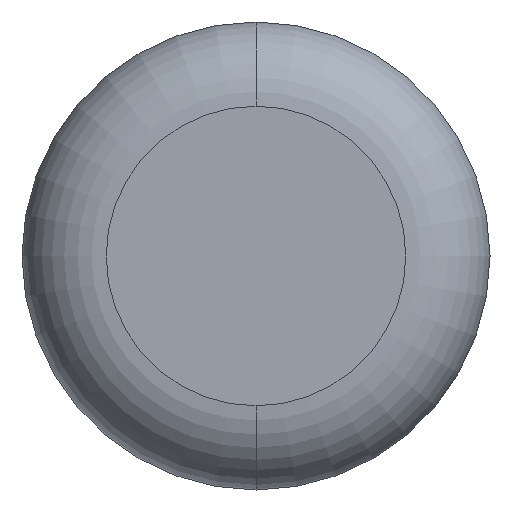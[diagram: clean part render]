
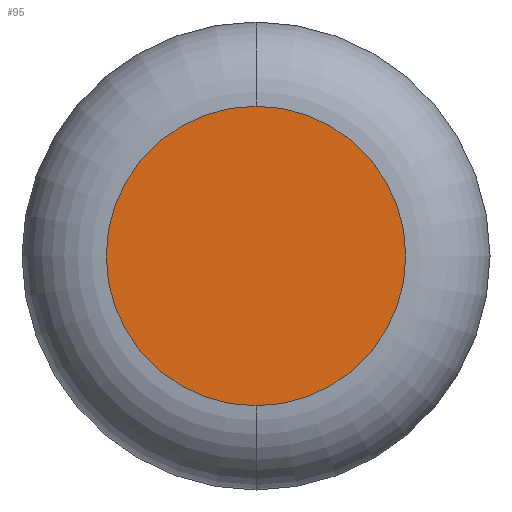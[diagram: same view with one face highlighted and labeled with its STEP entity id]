
A CAD part, front view. The second image highlights one B-rep face of the part: STEP entity #95.
In plain terms, the highlighted planar face has unit normal (0, -1, 0).
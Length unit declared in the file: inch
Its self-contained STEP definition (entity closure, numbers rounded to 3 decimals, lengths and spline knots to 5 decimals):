
#37 = DIRECTION ( 'NONE',  ( 0., -1., 0. ) ) ;
#41 = CIRCLE ( 'NONE', #139, 0.16 ) ;
#44 = CARTESIAN_POINT ( 'NONE',  ( 0., 0., 0.16 ) ) ;
#54 = CARTESIAN_POINT ( 'NONE',  ( 0., 0., 0. ) ) ;
#84 = PLANE ( 'NONE',  #123 ) ;
#88 = DIRECTION ( 'NONE',  ( 0., 0., -1. ) ) ;
#95 = ADVANCED_FACE ( 'NONE', ( #239 ), #84, .T. ) ;
#98 = ORIENTED_EDGE ( 'NONE', *, *, #155, .T. ) ;
#123 = AXIS2_PLACEMENT_3D ( 'NONE', #159, #192, #332 ) ;
#139 = AXIS2_PLACEMENT_3D ( 'NONE', #54, #241, #88 ) ;
#155 = EDGE_CURVE ( 'NONE', #286, #318, #41, .T. ) ;
#159 = CARTESIAN_POINT ( 'NONE',  ( 0., 0., 0. ) ) ;
#186 = AXIS2_PLACEMENT_3D ( 'NONE', #203, #37, #264 ) ;
#192 = DIRECTION ( 'NONE',  ( 0., -1., 0. ) ) ;
#203 = CARTESIAN_POINT ( 'NONE',  ( 0., 0., 0. ) ) ;
#234 = EDGE_LOOP ( 'NONE', ( #98, #380 ) ) ;
#239 = FACE_OUTER_BOUND ( 'NONE', #234, .T. ) ;
#241 = DIRECTION ( 'NONE',  ( 0., -1., 0. ) ) ;
#248 = CIRCLE ( 'NONE', #186, 0.16 ) ;
#264 = DIRECTION ( 'NONE',  ( 0., 0., -1. ) ) ;
#286 = VERTEX_POINT ( 'NONE', #333 ) ;
#318 = VERTEX_POINT ( 'NONE', #44 ) ;
#332 = DIRECTION ( 'NONE',  ( 0., 0., -1. ) ) ;
#333 = CARTESIAN_POINT ( 'NONE',  ( 0., 0., -0.16 ) ) ;
#357 = EDGE_CURVE ( 'NONE', #318, #286, #248, .T. ) ;
#380 = ORIENTED_EDGE ( 'NONE', *, *, #357, .T. ) ;
